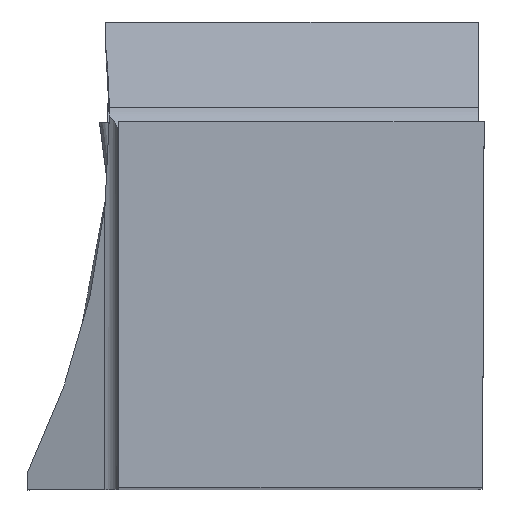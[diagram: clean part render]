
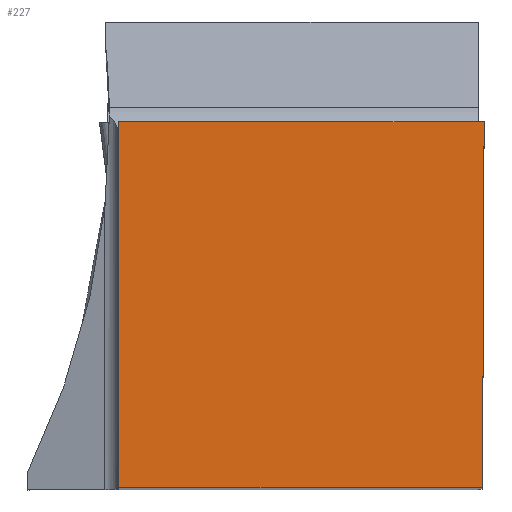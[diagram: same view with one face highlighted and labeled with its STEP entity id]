
A CAD part, top view. The second image highlights one B-rep face of the part: STEP entity #227.
In plain terms, the highlighted planar face has unit normal (0, 0, 1).
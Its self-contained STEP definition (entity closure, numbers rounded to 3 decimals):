
#149=PLANE('',#2632);
#227=ADVANCED_FACE('CU_BACK_SU1',(#369),#149,.F.);
#369=FACE_OUTER_BOUND('',#490,.T.);
#490=EDGE_LOOP('',(#1374,#1375,#1376,#1377));
#739=LINE('',#3454,#958);
#744=LINE('',#3488,#963);
#747=LINE('',#3494,#966);
#778=LINE('',#3638,#997);
#958=VECTOR('',#2811,1.);
#963=VECTOR('',#2824,1.);
#966=VECTOR('',#2829,1.);
#997=VECTOR('',#2906,1.);
#1374=ORIENTED_EDGE('',*,*,#2196,.T.);
#1375=ORIENTED_EDGE('',*,*,#2205,.T.);
#1376=ORIENTED_EDGE('',*,*,#2208,.T.);
#1377=ORIENTED_EDGE('',*,*,#2253,.F.);
#1951=VERTEX_POINT('',#3453);
#1952=VERTEX_POINT('',#3455);
#1957=VERTEX_POINT('',#3487);
#1959=VERTEX_POINT('',#3493);
#2196=EDGE_CURVE('',#1952,#1951,#739,.T.);
#2205=EDGE_CURVE('',#1951,#1957,#744,.T.);
#2208=EDGE_CURVE('',#1957,#1959,#747,.T.);
#2253=EDGE_CURVE('',#1952,#1959,#778,.T.);
#2632=AXIS2_PLACEMENT_3D('',#3639,#2907,#2908);
#2811=DIRECTION('',(1.,0.,0.));
#2824=DIRECTION('',(0.004,1.,0.));
#2829=DIRECTION('',(-1.,0.,0.));
#2906=DIRECTION('',(0.,1.,0.));
#2907=DIRECTION('',(0.,0.,-1.));
#2908=DIRECTION('',(0.,-1.,0.));
#3453=CARTESIAN_POINT('',(-0.138,0.,0.));
#3454=CARTESIAN_POINT('',(23.581,0.,0.));
#3455=CARTESIAN_POINT('',(-31.623,0.,0.));
#3487=CARTESIAN_POINT('',(0.,31.623,0.));
#3488=CARTESIAN_POINT('',(0.088,51.726,0.));
#3493=CARTESIAN_POINT('',(-31.623,31.623,0.));
#3494=CARTESIAN_POINT('',(23.581,31.623,0.));
#3638=CARTESIAN_POINT('',(-31.623,51.623,0.));
#3639=CARTESIAN_POINT('',(23.581,51.623,0.));
